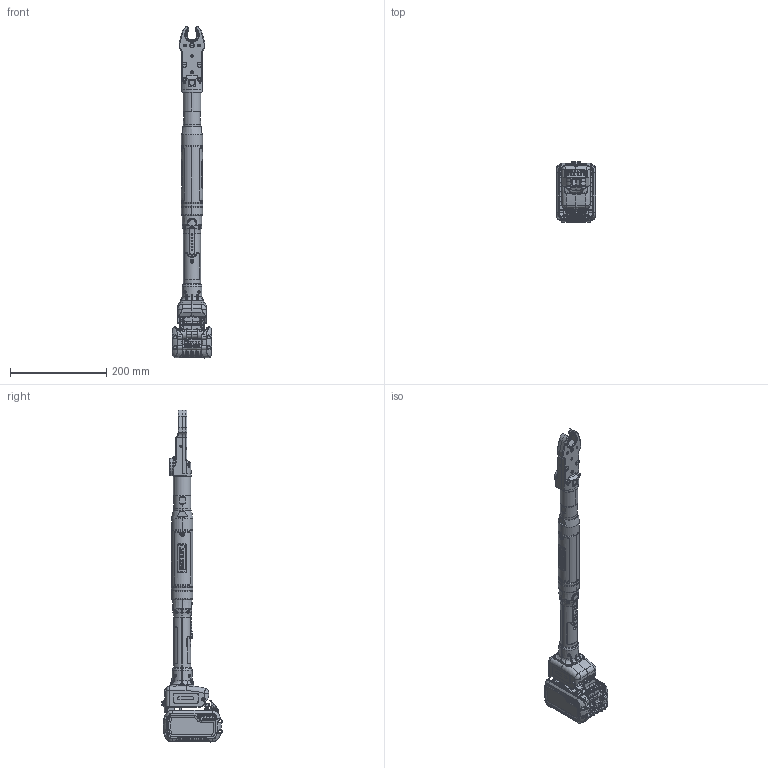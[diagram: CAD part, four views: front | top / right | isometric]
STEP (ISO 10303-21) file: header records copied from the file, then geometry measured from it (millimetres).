
FILE_DESCRIPTION((''),'2;1');
FILE_NAME('B33LT264-50','2018-12-05T13:58:48',('DMG0713'),(''),'CREO PARAMETRIC BY PTC INC, 2017380','CREO PARAMETRIC BY PTC INC, 2017380','');
FILE_SCHEMA(('CONFIG_CONTROL_DESIGN'));
Length unit declared in the file: inch
Products named in the file (1): B33LT264-50
Bounding box: 82 x 126.5 x 689.78 mm (x, y, z)
Surface area: 200511 mm2 (no closed solid volume)
Topology: 0 solids, 300 shells, 4403 faces, 17389 edges, 12772 vertices
Faces by surface type: cylinder 1350, bspline 1220, plane 1035, torus 337, cone 313, extrusion 109, sphere 37, revolution 2
Entity records: 304350 total; most frequent: CARTESIAN_POINT 179821, ORIENTED_EDGE 24785, DIRECTION 20717, EDGE_CURVE 17351, VERTEX_POINT 12772, AXIS2_PLACEMENT_3D 7143, B_SPLINE_CURVE_WITH_KNOTS 7071, VECTOR 6429
